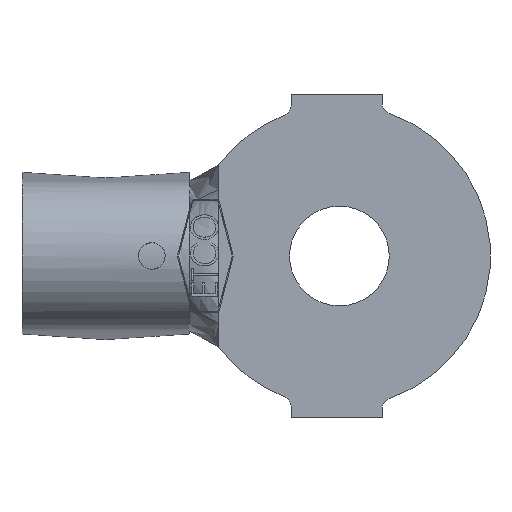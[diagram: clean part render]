
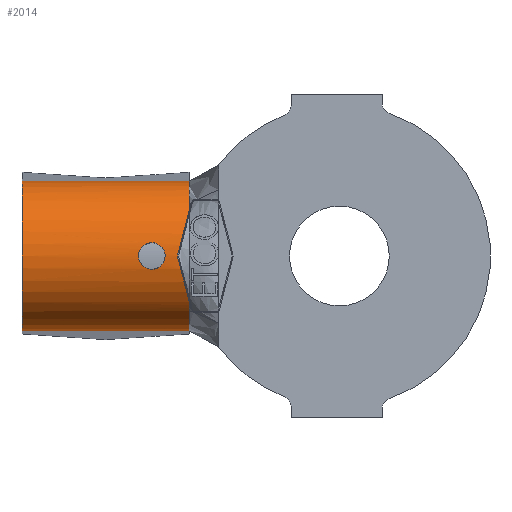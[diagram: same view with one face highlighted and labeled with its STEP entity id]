
A CAD part, front view. The second image highlights one B-rep face of the part: STEP entity #2014.
In plain terms, the highlighted cylindrical face has radius 1.778 mm (diameter 3.556 mm), a partial arc.
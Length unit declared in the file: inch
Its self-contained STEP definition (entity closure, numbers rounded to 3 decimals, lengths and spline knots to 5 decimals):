
#46 = VERTEX_POINT ( 'NONE', #3811 ) ;
#64 = VECTOR ( 'NONE', #2313, 39.37008 ) ;
#65 = ORIENTED_EDGE ( 'NONE', *, *, #5804, .F. ) ;
#77 = VECTOR ( 'NONE', #5655, 39.37008 ) ;
#93 = CARTESIAN_POINT ( 'NONE',  ( -0.14, 0.07, 0. ) ) ;
#103 = CARTESIAN_POINT ( 'NONE',  ( -0.1875, 0., -0.00331 ) ) ;
#198 = CARTESIAN_POINT ( 'NONE',  ( -0.1625, 0., 0.00331 ) ) ;
#209 = EDGE_CURVE ( 'NONE', #46, #5852, #2264, .T. ) ;
#367 = DIRECTION ( 'NONE',  ( 0., 0., -1. ) ) ;
#415 = CARTESIAN_POINT ( 'NONE',  ( -0.296, 0.06527, -0.06984 ) ) ;
#434 = ORIENTED_EDGE ( 'NONE', *, *, #5721, .F. ) ;
#505 = CARTESIAN_POINT ( 'NONE',  ( -0.14318, 0.00504, -0.03041 ) ) ;
#575 = CARTESIAN_POINT ( 'NONE',  ( -0.1815, 0.00085, 0.01114 ) ) ;
#660 = AXIS2_PLACEMENT_3D ( 'NONE', #1639, #3553, #5468 ) ;
#662 = CARTESIAN_POINT ( 'NONE',  ( -0.1685, 0.00085, -0.01114 ) ) ;
#788 = ORIENTED_EDGE ( 'NONE', *, *, #3466, .F. ) ;
#830 = CYLINDRICAL_SURFACE ( 'NONE', #6178, 0.07 ) ;
#986 = CARTESIAN_POINT ( 'NONE',  ( -0.296, 0.06527, -0.06984 ) ) ;
#1010 = CARTESIAN_POINT ( 'NONE',  ( -0.175, 0.00111, 0.01243 ) ) ;
#1098 = EDGE_LOOP ( 'NONE', ( #434, #1236, #65, #2003, #4033, #2893, #4099, #2139, #3585 ) ) ;
#1113 = DIRECTION ( 'NONE',  ( 1., 0., 0. ) ) ;
#1167 = AXIS2_PLACEMENT_3D ( 'NONE', #5406, #1113, #3018 ) ;
#1236 = ORIENTED_EDGE ( 'NONE', *, *, #3887, .F. ) ;
#1245 = CARTESIAN_POINT ( 'NONE',  ( -0.296, 0.07, 0. ) ) ;
#1259 = CIRCLE ( 'NONE', #4769, 0.07 ) ;
#1338 = EDGE_CURVE ( 'NONE', #4809, #2903, #2882, .T. ) ;
#1431 = CARTESIAN_POINT ( 'NONE',  ( -0.14, 0.01459, -0.04278 ) ) ;
#1448 = DIRECTION ( 'NONE',  ( 1., 0., 0. ) ) ;
#1481 = CARTESIAN_POINT ( 'NONE',  ( -0.14, 0.02196, -0.05091 ) ) ;
#1530 = CARTESIAN_POINT ( 'NONE',  ( -0.17825, 0.00106, -0.01212 ) ) ;
#1545 = EDGE_CURVE ( 'NONE', #1582, #1788, #5110, .T. ) ;
#1582 = VERTEX_POINT ( 'NONE', #1649 ) ;
#1621 = CARTESIAN_POINT ( 'NONE',  ( -0.175, 0.00111, 0.01243 ) ) ;
#1639 = CARTESIAN_POINT ( 'NONE',  ( -0.14, 0.07, 0. ) ) ;
#1649 = CARTESIAN_POINT ( 'NONE',  ( -0.175, 0.00111, -0.01243 ) ) ;
#1755 =( BOUNDED_CURVE ( )  B_SPLINE_CURVE ( 3, ( #2869, #4789, #505, #2406 ),
 .UNSPECIFIED., .F., .T. ) 
 B_SPLINE_CURVE_WITH_KNOTS ( ( 4, 4 ),
 ( 4.71239, 5.36985 ),
 .UNSPECIFIED. ) 
 CURVE ( )  GEOMETRIC_REPRESENTATION_ITEM ( )  RATIONAL_B_SPLINE_CURVE ( ( 1., 0.964, 0.964, 1. ) ) 
 REPRESENTATION_ITEM ( '' )  );
#1773 = VERTEX_POINT ( 'NONE', #3852 ) ;
#1788 = VERTEX_POINT ( 'NONE', #1010 ) ;
#1829 = LINE ( 'NONE', #3746, #77 ) ;
#1861 = AXIS2_PLACEMENT_3D ( 'NONE', #93, #1990, #3904 ) ;
#1889 = CARTESIAN_POINT ( 'NONE',  ( -0.151, 0., 0. ) ) ;
#1990 = DIRECTION ( 'NONE',  ( 1., 0., 0. ) ) ;
#2002 = CARTESIAN_POINT ( 'NONE',  ( -0.18618, 0.00026, -0.00649 ) ) ;
#2003 = ORIENTED_EDGE ( 'NONE', *, *, #209, .F. ) ;
#2006 = EDGE_LOOP ( 'NONE', ( #4002, #788 ) ) ;
#2014 = ADVANCED_FACE ( 'NONE', ( #3203, #5118 ), #830, .T. ) ;
#2094 = CARTESIAN_POINT ( 'NONE',  ( -0.16382, 0.00026, 0.00649 ) ) ;
#2139 = ORIENTED_EDGE ( 'NONE', *, *, #4656, .F. ) ;
#2264 = CIRCLE ( 'NONE', #1167, 0.07 ) ;
#2313 = DIRECTION ( 'NONE',  ( 1., 0., 0. ) ) ;
#2358 = CARTESIAN_POINT ( 'NONE',  ( -0.14, 0.01459, 0.04278 ) ) ;
#2406 = CARTESIAN_POINT ( 'NONE',  ( -0.14, 0.01459, -0.04278 ) ) ;
#2474 = CARTESIAN_POINT ( 'NONE',  ( -0.18618, 0.00026, 0.00649 ) ) ;
#2565 = CARTESIAN_POINT ( 'NONE',  ( -0.16382, 0.00026, -0.00649 ) ) ;
#2728 = CARTESIAN_POINT ( 'NONE',  ( -0.296, 0.07, 0. ) ) ;
#2832 =( BOUNDED_CURVE ( )  B_SPLINE_CURVE ( 3, ( #2358, #4267, #6181, #1889 ),
 .UNSPECIFIED., .F., .T. ) 
 B_SPLINE_CURVE_WITH_KNOTS ( ( 4, 4 ),
 ( 0.91333, 1.5708 ),
 .UNSPECIFIED. ) 
 CURVE ( )  GEOMETRIC_REPRESENTATION_ITEM ( )  RATIONAL_B_SPLINE_CURVE ( ( 1., 0.964, 0.964, 1. ) ) 
 REPRESENTATION_ITEM ( '' )  );
#2868 = VERTEX_POINT ( 'NONE', #986 ) ;
#2869 = CARTESIAN_POINT ( 'NONE',  ( -0.151, 0., 0. ) ) ;
#2882 = CIRCLE ( 'NONE', #5578, 0.07 ) ;
#2893 = ORIENTED_EDGE ( 'NONE', *, *, #5293, .T. ) ;
#2903 = VERTEX_POINT ( 'NONE', #1481 ) ;
#2940 = CARTESIAN_POINT ( 'NONE',  ( -0.175, 0.00111, 0.01243 ) ) ;
#3018 = DIRECTION ( 'NONE',  ( 0., 0., -1. ) ) ;
#3032 = CARTESIAN_POINT ( 'NONE',  ( -0.175, 0.00111, -0.01243 ) ) ;
#3151 = DIRECTION ( 'NONE',  ( 1., 0., 0. ) ) ;
#3203 = FACE_OUTER_BOUND ( 'NONE', #1098, .T. ) ;
#3354 = DIRECTION ( 'NONE',  ( 0., 0., -1. ) ) ;
#3361 = CIRCLE ( 'NONE', #660, 0.07 ) ;
#3400 = B_SPLINE_CURVE_WITH_KNOTS ( 'NONE', 3,
 ( #2940, #4858, #575, #2474, #4385, #103, #2002, #3915, #5823, #1530, #3438, #5357 ),
 .UNSPECIFIED., .F., .F.,
 ( 4, 2, 2, 2, 2, 4 ),
 ( 0.5, 0.625, 0.75, 0.875, 0.9375, 1. ),
 .UNSPECIFIED. ) ;
#3438 = CARTESIAN_POINT ( 'NONE',  ( -0.17666, 0.00111, -0.01244 ) ) ;
#3466 = EDGE_CURVE ( 'NONE', #1788, #1582, #3400, .T. ) ;
#3553 = DIRECTION ( 'NONE',  ( 1., 0., 0. ) ) ;
#3585 = ORIENTED_EDGE ( 'NONE', *, *, #1338, .F. ) ;
#3650 = CARTESIAN_POINT ( 'NONE',  ( -0.296, 0.06527, 0.06984 ) ) ;
#3721 = CARTESIAN_POINT ( 'NONE',  ( -0.151, 0., 0. ) ) ;
#3746 = CARTESIAN_POINT ( 'NONE',  ( -0.296, 0.06527, 0.06984 ) ) ;
#3811 = CARTESIAN_POINT ( 'NONE',  ( -0.14, 0.06527, 0.06984 ) ) ;
#3852 = CARTESIAN_POINT ( 'NONE',  ( -0.14, 0.01459, 0.04278 ) ) ;
#3887 = EDGE_CURVE ( 'NONE', #1773, #4405, #2832, .T. ) ;
#3904 = DIRECTION ( 'NONE',  ( 0., 0., -1. ) ) ;
#3915 = CARTESIAN_POINT ( 'NONE',  ( -0.18267, 0.0007, -0.00998 ) ) ;
#4002 = ORIENTED_EDGE ( 'NONE', *, *, #1545, .F. ) ;
#4003 = CARTESIAN_POINT ( 'NONE',  ( -0.1685, 0.00085, 0.01114 ) ) ;
#4033 = ORIENTED_EDGE ( 'NONE', *, *, #5636, .F. ) ;
#4079 = EDGE_CURVE ( 'NONE', #2868, #6154, #4698, .T. ) ;
#4099 = ORIENTED_EDGE ( 'NONE', *, *, #4079, .T. ) ;
#4267 = CARTESIAN_POINT ( 'NONE',  ( -0.14318, 0.00504, 0.03041 ) ) ;
#4385 = CARTESIAN_POINT ( 'NONE',  ( -0.1875, 0., 0.00331 ) ) ;
#4405 = VERTEX_POINT ( 'NONE', #3721 ) ;
#4477 = CARTESIAN_POINT ( 'NONE',  ( -0.1625, 0., -0.00331 ) ) ;
#4513 = CARTESIAN_POINT ( 'NONE',  ( -0.14, 0.02, 0.04899 ) ) ;
#4558 = CIRCLE ( 'NONE', #1861, 0.07 ) ;
#4634 = CARTESIAN_POINT ( 'NONE',  ( -0.14, 0.06527, -0.06984 ) ) ;
#4645 = DIRECTION ( 'NONE',  ( 1., 0., 0. ) ) ;
#4656 = EDGE_CURVE ( 'NONE', #2903, #6154, #3361, .T. ) ;
#4698 = LINE ( 'NONE', #415, #64 ) ;
#4769 = AXIS2_PLACEMENT_3D ( 'NONE', #1245, #3151, #5066 ) ;
#4789 = CARTESIAN_POINT ( 'NONE',  ( -0.14698, 0., -0.01562 ) ) ;
#4809 = VERTEX_POINT ( 'NONE', #1431 ) ;
#4858 = CARTESIAN_POINT ( 'NONE',  ( -0.1783, 0.00111, 0.01244 ) ) ;
#4949 = CARTESIAN_POINT ( 'NONE',  ( -0.17167, 0.00111, -0.01243 ) ) ;
#5066 = DIRECTION ( 'NONE',  ( 0., 0., -1. ) ) ;
#5110 = B_SPLINE_CURVE_WITH_KNOTS ( 'NONE', 3,
 ( #3032, #4949, #662, #2565, #4477, #198, #2094, #4003, #5917, #1621 ),
 .UNSPECIFIED., .F., .F.,
 ( 4, 2, 2, 2, 4 ),
 ( 0., 0.125, 0.25, 0.375, 0.5 ),
 .UNSPECIFIED. ) ;
#5118 = FACE_BOUND ( 'NONE', #2006, .T. ) ;
#5293 = EDGE_CURVE ( 'NONE', #5496, #2868, #1259, .T. ) ;
#5357 = CARTESIAN_POINT ( 'NONE',  ( -0.175, 0.00111, -0.01243 ) ) ;
#5406 = CARTESIAN_POINT ( 'NONE',  ( -0.14, 0.07, 0. ) ) ;
#5468 = DIRECTION ( 'NONE',  ( 0., 0., -1. ) ) ;
#5496 = VERTEX_POINT ( 'NONE', #3650 ) ;
#5578 = AXIS2_PLACEMENT_3D ( 'NONE', #5739, #1448, #3354 ) ;
#5636 = EDGE_CURVE ( 'NONE', #5496, #46, #1829, .T. ) ;
#5655 = DIRECTION ( 'NONE',  ( 1., 0., 0. ) ) ;
#5721 = EDGE_CURVE ( 'NONE', #4405, #4809, #1755, .T. ) ;
#5739 = CARTESIAN_POINT ( 'NONE',  ( -0.14, 0.07, 0. ) ) ;
#5804 = EDGE_CURVE ( 'NONE', #5852, #1773, #4558, .T. ) ;
#5823 = CARTESIAN_POINT ( 'NONE',  ( -0.18132, 0.00085, -0.01087 ) ) ;
#5852 = VERTEX_POINT ( 'NONE', #4513 ) ;
#5917 = CARTESIAN_POINT ( 'NONE',  ( -0.1717, 0.00111, 0.01243 ) ) ;
#6154 = VERTEX_POINT ( 'NONE', #4634 ) ;
#6178 = AXIS2_PLACEMENT_3D ( 'NONE', #2728, #4645, #367 ) ;
#6181 = CARTESIAN_POINT ( 'NONE',  ( -0.14698, 0., 0.01562 ) ) ;
